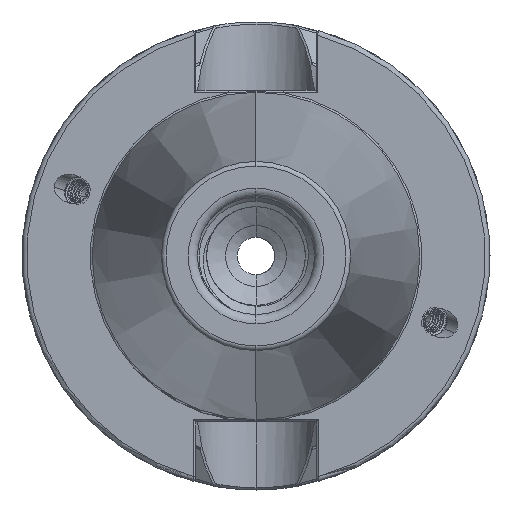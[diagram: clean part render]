
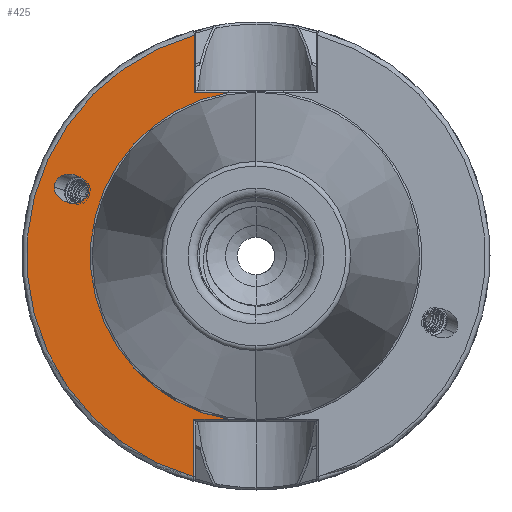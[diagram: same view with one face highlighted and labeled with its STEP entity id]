
A CAD part, left-side view. The second image highlights one B-rep face of the part: STEP entity #425.
In plain terms, the highlighted planar face has unit normal (-1, 0, 0).
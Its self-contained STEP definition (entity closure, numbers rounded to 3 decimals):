
#13 =( BOUNDED_CURVE ( )  B_SPLINE_CURVE ( 3, ( #19861, #19845, #19852, #19870 ),
 .UNSPECIFIED., .F., .F. ) 
 B_SPLINE_CURVE_WITH_KNOTS ( ( 4, 4 ),
 ( 3.431, 6.283 ),
 .UNSPECIFIED. ) 
 CURVE ( )  GEOMETRIC_REPRESENTATION_ITEM ( )  RATIONAL_B_SPLINE_CURVE ( ( 1., 0.43, 0.43, 1. ) ) 
 REPRESENTATION_ITEM ( '' )  );
#425 = ADVANCED_FACE ( 'NONE', ( #9526, #9532 ), #14312, .T. ) ;
#755 = CARTESIAN_POINT ( 'NONE',  ( 0., 13.194, 34.9 ) ) ;
#787 = CARTESIAN_POINT ( 'NONE',  ( 0., 5.916, -34.9 ) ) ;
#791 = CARTESIAN_POINT ( 'NONE',  ( 0., 13.279, -34.9 ) ) ;
#792 = CARTESIAN_POINT ( 'NONE',  ( 0., 13.194, 47.19 ) ) ;
#805 = CARTESIAN_POINT ( 'NONE',  ( 0., 5.916, 34.9 ) ) ;
#810 = CARTESIAN_POINT ( 'NONE',  ( 0., 13.279, -47.166 ) ) ;
#1978 = VERTEX_POINT ( 'NONE', #787 ) ;
#1987 = VERTEX_POINT ( 'NONE', #791 ) ;
#2000 = VERTEX_POINT ( 'NONE', #792 ) ;
#2016 = VERTEX_POINT ( 'NONE', #755 ) ;
#2045 = VERTEX_POINT ( 'NONE', #805 ) ;
#2052 = EDGE_LOOP ( 'NONE', ( #9029, #9081, #9046, #9076, #9060, #9065 ) ) ;
#2055 = VERTEX_POINT ( 'NONE', #810 ) ;
#2058 = EDGE_LOOP ( 'NONE', ( #9042, #9049, #9070 ) ) ;
#6047 = EDGE_CURVE ( 'NONE', #1987, #1978, #6541, .T. ) ;
#6057 = EDGE_CURVE ( 'NONE', #1978, #2045, #6550, .T. ) ;
#6064 = EDGE_CURVE ( 'NONE', #2045, #2016, #6529, .T. ) ;
#6067 = EDGE_CURVE ( 'NONE', #13219, #13251, #13, .T. ) ;
#6076 = EDGE_CURVE ( 'NONE', #2055, #1987, #6531, .T. ) ;
#6089 = EDGE_CURVE ( 'NONE', #2055, #2000, #6539, .T. ) ;
#6139 = EDGE_CURVE ( 'NONE', #2016, #2000, #6557, .T. ) ;
#6524 = VECTOR ( 'NONE', #19640, 1000. ) ;
#6529 = LINE ( 'NONE', #19842, #6530 ) ;
#6530 = VECTOR ( 'NONE', #19799, 1000. ) ;
#6531 = LINE ( 'NONE', #19928, #6533 ) ;
#6533 = VECTOR ( 'NONE', #19907, 1000. ) ;
#6539 = CIRCLE ( 'NONE', #13712, 49. ) ;
#6541 = LINE ( 'NONE', #19595, #6524 ) ;
#6550 = CIRCLE ( 'NONE', #13726, 35.398 ) ;
#6557 = LINE ( 'NONE', #7398, #6573 ) ;
#6573 = VECTOR ( 'NONE', #7425, 1000. ) ;
#7398 = CARTESIAN_POINT ( 'NONE',  ( 0., 13.194, 0. ) ) ;
#7425 = DIRECTION ( 'NONE',  ( 0., 0., 1. ) ) ;
#8011 = CARTESIAN_POINT ( 'NONE',  ( 0., 0., 0. ) ) ;
#8016 = DIRECTION ( 'NONE',  ( 0., 0., -1. ) ) ;
#8049 = DIRECTION ( 'NONE',  ( 1., 0., 0. ) ) ;
#9029 = ORIENTED_EDGE ( 'NONE', *, *, #6089, .F. ) ;
#9042 = ORIENTED_EDGE ( 'NONE', *, *, #14996, .F. ) ;
#9046 = ORIENTED_EDGE ( 'NONE', *, *, #6047, .T. ) ;
#9049 = ORIENTED_EDGE ( 'NONE', *, *, #6067, .F. ) ;
#9060 = ORIENTED_EDGE ( 'NONE', *, *, #6064, .T. ) ;
#9065 = ORIENTED_EDGE ( 'NONE', *, *, #6139, .T. ) ;
#9070 = ORIENTED_EDGE ( 'NONE', *, *, #14965, .F. ) ;
#9076 = ORIENTED_EDGE ( 'NONE', *, *, #6057, .T. ) ;
#9081 = ORIENTED_EDGE ( 'NONE', *, *, #6076, .T. ) ;
#9526 = FACE_BOUND ( 'NONE', #2058, .T. ) ;
#9532 = FACE_OUTER_BOUND ( 'NONE', #2052, .T. ) ;
#11739 = CARTESIAN_POINT ( 'NONE',  ( 0., 35.867, 13.369 ) ) ;
#11740 = CARTESIAN_POINT ( 'NONE',  ( 0., 35.816, 13.662 ) ) ;
#11741 = CARTESIAN_POINT ( 'NONE',  ( 0., 35.816, 13.963 ) ) ;
#11760 = CARTESIAN_POINT ( 'NONE',  ( 0., 35.968, 13.091 ) ) ;
#12450 = CARTESIAN_POINT ( 'NONE',  ( 0., 43.118, 14.766 ) ) ;
#12519 = CARTESIAN_POINT ( 'NONE',  ( 0., 35.968, 13.091 ) ) ;
#12528 = CARTESIAN_POINT ( 'NONE',  ( 0., 35.816, 13.963 ) ) ;
#12574 = CARTESIAN_POINT ( 'NONE',  ( 0., 35.816, 13.963 ) ) ;
#12576 = CARTESIAN_POINT ( 'NONE',  ( 0., 35.816, 20.184 ) ) ;
#12598 = CARTESIAN_POINT ( 'NONE',  ( 0., 43.118, 20.987 ) ) ;
#12625 = CARTESIAN_POINT ( 'NONE',  ( 0., 43.118, 14.766 ) ) ;
#12642 =( BOUNDED_CURVE ( )  B_SPLINE_CURVE ( 3, ( #12574, #12576, #12598, #12625 ),
 .UNSPECIFIED., .F., .F. ) 
 B_SPLINE_CURVE_WITH_KNOTS ( ( 4, 4 ),
 ( 0.29, 3.431 ),
 .UNSPECIFIED. ) 
 CURVE ( )  GEOMETRIC_REPRESENTATION_ITEM ( )  RATIONAL_B_SPLINE_CURVE ( ( 1., 0.333, 0.333, 1. ) ) 
 REPRESENTATION_ITEM ( '' )  );
#12688 =( BOUNDED_CURVE ( )  B_SPLINE_CURVE ( 3, ( #11760, #11739, #11740, #11741 ),
 .UNSPECIFIED., .F., .F. ) 
 B_SPLINE_CURVE_WITH_KNOTS ( ( 4, 4 ),
 ( 0., 0.29 ),
 .UNSPECIFIED. ) 
 CURVE ( )  GEOMETRIC_REPRESENTATION_ITEM ( )  RATIONAL_B_SPLINE_CURVE ( ( 1., 0.993, 0.993, 1. ) ) 
 REPRESENTATION_ITEM ( '' )  );
#13219 = VERTEX_POINT ( 'NONE', #12450 ) ;
#13251 = VERTEX_POINT ( 'NONE', #12519 ) ;
#13252 = VERTEX_POINT ( 'NONE', #12528 ) ;
#13712 = AXIS2_PLACEMENT_3D ( 'NONE', #8011, #8049, #8016 ) ;
#13726 = AXIS2_PLACEMENT_3D ( 'NONE', #19743, #19744, #19778 ) ;
#14275 = CARTESIAN_POINT ( 'NONE',  ( 0., 35.398, 0. ) ) ;
#14280 = DIRECTION ( 'NONE',  ( -1., 0., 0. ) ) ;
#14298 = DIRECTION ( 'NONE',  ( 0., 0., 1. ) ) ;
#14312 = PLANE ( 'NONE',  #14856 ) ;
#14856 = AXIS2_PLACEMENT_3D ( 'NONE', #14275, #14280, #14298 ) ;
#14965 = EDGE_CURVE ( 'NONE', #13252, #13219, #12642, .T. ) ;
#14996 = EDGE_CURVE ( 'NONE', #13251, #13252, #12688, .T. ) ;
#19595 = CARTESIAN_POINT ( 'NONE',  ( 0., -12.85, -34.9 ) ) ;
#19640 = DIRECTION ( 'NONE',  ( 0., -1., 0. ) ) ;
#19743 = CARTESIAN_POINT ( 'NONE',  ( 0., 0., 0. ) ) ;
#19744 = DIRECTION ( 'NONE',  ( 1., 0., 0. ) ) ;
#19778 = DIRECTION ( 'NONE',  ( 0., 0., -1. ) ) ;
#19799 = DIRECTION ( 'NONE',  ( 0., 1., 0. ) ) ;
#19842 = CARTESIAN_POINT ( 'NONE',  ( 0., 35.398, 34.9 ) ) ;
#19845 = CARTESIAN_POINT ( 'NONE',  ( 0., 43.118, 9.99 ) ) ;
#19852 = CARTESIAN_POINT ( 'NONE',  ( 0., 37.57, 8.69 ) ) ;
#19861 = CARTESIAN_POINT ( 'NONE',  ( 0., 43.118, 14.766 ) ) ;
#19870 = CARTESIAN_POINT ( 'NONE',  ( 0., 35.968, 13.091 ) ) ;
#19907 = DIRECTION ( 'NONE',  ( 0., 0., 1. ) ) ;
#19928 = CARTESIAN_POINT ( 'NONE',  ( 0., 13.279, -35.4 ) ) ;
